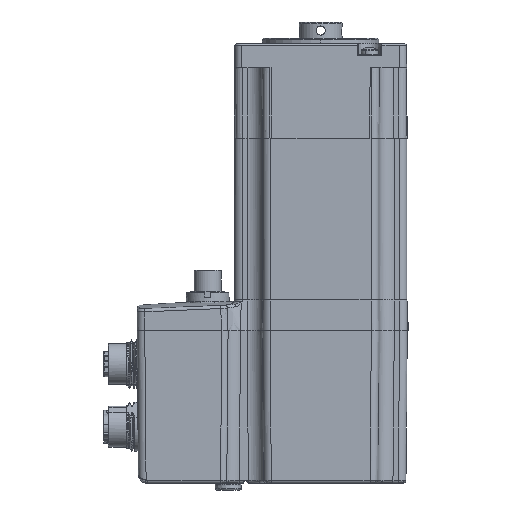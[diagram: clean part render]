
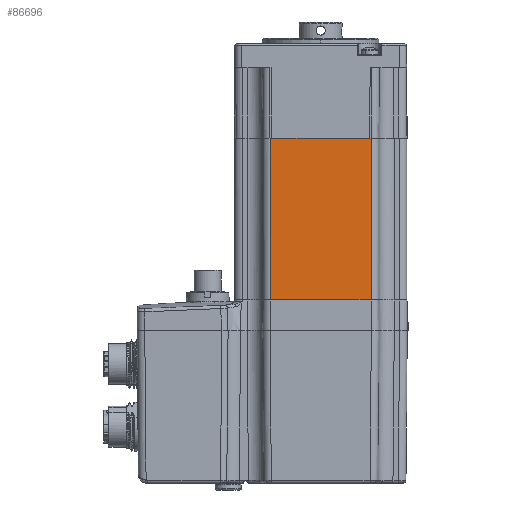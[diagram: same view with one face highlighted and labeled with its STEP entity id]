
A CAD part, front view. The second image highlights one B-rep face of the part: STEP entity #86696.
In plain terms, the highlighted planar face has unit normal (0, -1, 0).
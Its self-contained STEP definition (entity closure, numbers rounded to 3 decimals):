
#5574 = VERTEX_POINT ( 'NONE', #124797 ) ;
#6175 = VERTEX_POINT ( 'NONE', #65998 ) ;
#8537 = ORIENTED_EDGE ( 'NONE', *, *, #11893, .F. ) ;
#11893 = EDGE_CURVE ( 'NONE', #5574, #44364, #117386, .T. ) ;
#12310 = FACE_OUTER_BOUND ( 'NONE', #71008, .T. ) ;
#14249 = ORIENTED_EDGE ( 'NONE', *, *, #38980, .F. ) ;
#18153 = DIRECTION ( 'NONE',  ( 1., 0., 0. ) ) ;
#20622 = ORIENTED_EDGE ( 'NONE', *, *, #104092, .T. ) ;
#22725 = LINE ( 'NONE', #59485, #123533 ) ;
#22819 = VECTOR ( 'NONE', #40387, 1000. ) ;
#23480 = VECTOR ( 'NONE', #18153, 1000. ) ;
#25878 = LINE ( 'NONE', #98003, #22819 ) ;
#29651 = LINE ( 'NONE', #83450, #73962 ) ;
#38018 = AXIS2_PLACEMENT_3D ( 'NONE', #73317, #120724, #42652 ) ;
#38186 = CARTESIAN_POINT ( 'NONE',  ( 16.5, -28.2, 10. ) ) ;
#38980 = EDGE_CURVE ( 'NONE', #6175, #5574, #47987, .T. ) ;
#40347 = CARTESIAN_POINT ( 'NONE',  ( -16.5, -28.2, 10. ) ) ;
#40387 = DIRECTION ( 'NONE',  ( 0., 0., -1. ) ) ;
#41973 = DIRECTION ( 'NONE',  ( 0., 0., -1. ) ) ;
#42652 = DIRECTION ( 'NONE',  ( 0., 0., 1. ) ) ;
#44364 = VERTEX_POINT ( 'NONE', #38186 ) ;
#47987 = LINE ( 'NONE', #96261, #23480 ) ;
#49311 = VERTEX_POINT ( 'NONE', #108346 ) ;
#52482 = DIRECTION ( 'NONE',  ( 1., 0., 0. ) ) ;
#59084 = LINE ( 'NONE', #81770, #98753 ) ;
#59485 = CARTESIAN_POINT ( 'NONE',  ( 16.5, -28.2, 10. ) ) ;
#65998 = CARTESIAN_POINT ( 'NONE',  ( -15.999, -28.2, 10. ) ) ;
#69479 = EDGE_CURVE ( 'NONE', #123910, #49311, #25878, .T. ) ;
#71008 = EDGE_LOOP ( 'NONE', ( #20622, #87251, #8537, #14249, #118414, #80344 ) ) ;
#73317 = CARTESIAN_POINT ( 'NONE',  ( -16.5, -28.2, 10. ) ) ;
#73962 = VECTOR ( 'NONE', #93300, 1000. ) ;
#79758 = VERTEX_POINT ( 'NONE', #117446 ) ;
#80344 = ORIENTED_EDGE ( 'NONE', *, *, #69479, .T. ) ;
#81433 = CARTESIAN_POINT ( 'NONE',  ( -16.5, -28.2, 10. ) ) ;
#81770 = CARTESIAN_POINT ( 'NONE',  ( -16.5, -28.2, -43. ) ) ;
#83450 = CARTESIAN_POINT ( 'NONE',  ( -16.5, -28.2, 10. ) ) ;
#86696 = ADVANCED_FACE ( 'NONE', ( #12310 ), #121979, .F. ) ;
#87251 = ORIENTED_EDGE ( 'NONE', *, *, #87582, .F. ) ;
#87582 = EDGE_CURVE ( 'NONE', #44364, #79758, #22725, .T. ) ;
#89620 = EDGE_CURVE ( 'NONE', #123910, #6175, #29651, .T. ) ;
#93300 = DIRECTION ( 'NONE',  ( 1., 0., 0. ) ) ;
#94449 = VECTOR ( 'NONE', #52482, 1000. ) ;
#96261 = CARTESIAN_POINT ( 'NONE',  ( -16.5, -28.2, 10. ) ) ;
#98003 = CARTESIAN_POINT ( 'NONE',  ( -16.5, -28.2, 10. ) ) ;
#98753 = VECTOR ( 'NONE', #119854, 1000. ) ;
#104092 = EDGE_CURVE ( 'NONE', #49311, #79758, #59084, .T. ) ;
#108346 = CARTESIAN_POINT ( 'NONE',  ( -16.5, -28.2, -43. ) ) ;
#117386 = LINE ( 'NONE', #81433, #94449 ) ;
#117446 = CARTESIAN_POINT ( 'NONE',  ( 16.5, -28.2, -43. ) ) ;
#118414 = ORIENTED_EDGE ( 'NONE', *, *, #89620, .F. ) ;
#119854 = DIRECTION ( 'NONE',  ( 1., 0., 0. ) ) ;
#120724 = DIRECTION ( 'NONE',  ( 0., 1., 0. ) ) ;
#121979 = PLANE ( 'NONE',  #38018 ) ;
#123533 = VECTOR ( 'NONE', #41973, 1000. ) ;
#123910 = VERTEX_POINT ( 'NONE', #40347 ) ;
#124797 = CARTESIAN_POINT ( 'NONE',  ( 15.999, -28.2, 10. ) ) ;
